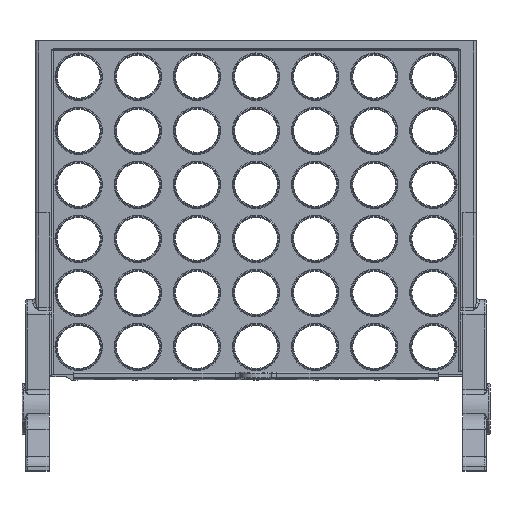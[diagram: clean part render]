
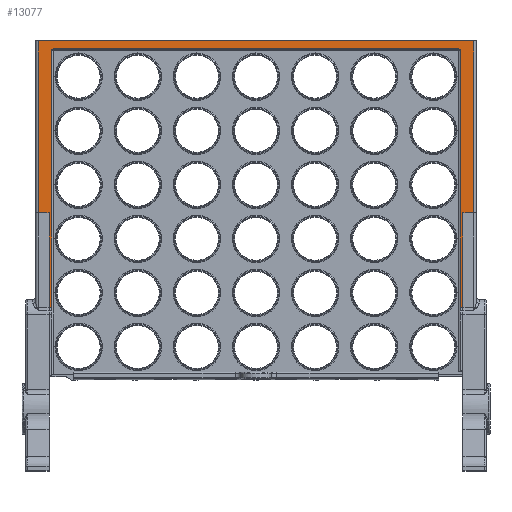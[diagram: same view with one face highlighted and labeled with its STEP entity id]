
A CAD part, top view. The second image highlights one B-rep face of the part: STEP entity #13077.
In plain terms, the highlighted planar face has unit normal (0, 0, 1).
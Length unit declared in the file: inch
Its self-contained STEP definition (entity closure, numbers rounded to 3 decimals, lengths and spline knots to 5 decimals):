
#275 = VERTEX_POINT ( 'NONE', #38500 ) ;
#434 = CARTESIAN_POINT ( 'NONE',  ( 4.8125, -3.90625, 0.34375 ) ) ;
#1223 = FACE_OUTER_BOUND ( 'NONE', #34977, .T. ) ;
#1290 = CARTESIAN_POINT ( 'NONE',  ( -5.125, 3.90625, 0.34375 ) ) ;
#2354 = CIRCLE ( 'NONE', #28110, 0.031 ) ;
#2878 = ORIENTED_EDGE ( 'NONE', *, *, #17713, .F. ) ;
#2909 = LINE ( 'NONE', #19659, #29595 ) ;
#3044 = DIRECTION ( 'NONE',  ( 1., 0., 0. ) ) ;
#3156 = EDGE_CURVE ( 'NONE', #35397, #28918, #29839, .T. ) ;
#3221 = CARTESIAN_POINT ( 'NONE',  ( -4.8125, -0.09375, 0.34375 ) ) ;
#3806 = ORIENTED_EDGE ( 'NONE', *, *, #18231, .T. ) ;
#3905 = VERTEX_POINT ( 'NONE', #3221 ) ;
#4232 = CARTESIAN_POINT ( 'NONE',  ( -4.75, 3.68775, 0.34375 ) ) ;
#4378 = DIRECTION ( 'NONE',  ( 0., 1., 0. ) ) ;
#4590 = VERTEX_POINT ( 'NONE', #24170 ) ;
#4756 = AXIS2_PLACEMENT_3D ( 'NONE', #7631, #28545, #34580 ) ;
#5130 = ORIENTED_EDGE ( 'NONE', *, *, #34364, .T. ) ;
#5155 = LINE ( 'NONE', #30851, #8427 ) ;
#5750 = ORIENTED_EDGE ( 'NONE', *, *, #3156, .T. ) ;
#5831 = DIRECTION ( 'NONE',  ( -1., 0., 0. ) ) ;
#6550 = VERTEX_POINT ( 'NONE', #15738 ) ;
#6638 = DIRECTION ( 'NONE',  ( 0., 0., -1. ) ) ;
#6784 = EDGE_CURVE ( 'NONE', #4590, #38557, #17869, .T. ) ;
#7598 = ORIENTED_EDGE ( 'NONE', *, *, #21760, .F. ) ;
#7631 = CARTESIAN_POINT ( 'NONE',  ( 0., 0., 0.34375 ) ) ;
#7680 = VERTEX_POINT ( 'NONE', #19063 ) ;
#7799 = VERTEX_POINT ( 'NONE', #10655 ) ;
#7971 = LINE ( 'NONE', #23823, #32790 ) ;
#7996 = CARTESIAN_POINT ( 'NONE',  ( -4.75, -2.28779, 0.34375 ) ) ;
#8092 = EDGE_CURVE ( 'NONE', #27480, #28686, #11683, .T. ) ;
#8186 = LINE ( 'NONE', #434, #16127 ) ;
#8241 = LINE ( 'NONE', #1290, #36747 ) ;
#8401 = CARTESIAN_POINT ( 'NONE',  ( -4.8125, -2.28779, 0.34375 ) ) ;
#8427 = VECTOR ( 'NONE', #12916, 39.37008 ) ;
#10655 = CARTESIAN_POINT ( 'NONE',  ( -4.719, 3.71875, 0.34375 ) ) ;
#11331 = VERTEX_POINT ( 'NONE', #22036 ) ;
#11683 = LINE ( 'NONE', #18638, #12180 ) ;
#11981 = CIRCLE ( 'NONE', #37226, 0.031 ) ;
#12168 = VECTOR ( 'NONE', #22745, 39.37008 ) ;
#12180 = VECTOR ( 'NONE', #18124, 39.37008 ) ;
#12436 = CARTESIAN_POINT ( 'NONE',  ( 4.8125, -2.28779, 0.34375 ) ) ;
#12623 = CARTESIAN_POINT ( 'NONE',  ( -4.719, 3.68775, 0.34375 ) ) ;
#12649 = LINE ( 'NONE', #19882, #25300 ) ;
#12916 = DIRECTION ( 'NONE',  ( 0., 1., 0. ) ) ;
#13077 = ADVANCED_FACE ( 'NONE', ( #1223 ), #22665, .F. ) ;
#14787 = VECTOR ( 'NONE', #30376, 39.37008 ) ;
#15095 = CARTESIAN_POINT ( 'NONE',  ( -5.0625, 3.90625, 0.34375 ) ) ;
#15335 = DIRECTION ( 'NONE',  ( 0., -1., 0. ) ) ;
#15738 = CARTESIAN_POINT ( 'NONE',  ( 4.75, 3.68775, 0.34375 ) ) ;
#16127 = VECTOR ( 'NONE', #15335, 39.37008 ) ;
#17222 = CARTESIAN_POINT ( 'NONE',  ( 0., -2.28779, 0.34375 ) ) ;
#17713 = EDGE_CURVE ( 'NONE', #3905, #11331, #35421, .T. ) ;
#17869 = LINE ( 'NONE', #21895, #19250 ) ;
#18124 = DIRECTION ( 'NONE',  ( 0., -1., 0. ) ) ;
#18231 = EDGE_CURVE ( 'NONE', #38557, #34511, #8241, .T. ) ;
#18638 = CARTESIAN_POINT ( 'NONE',  ( -4.75, 3.71875, 0.34375 ) ) ;
#19063 = CARTESIAN_POINT ( 'NONE',  ( 4.719, 3.71875, 0.34375 ) ) ;
#19250 = VECTOR ( 'NONE', #24892, 39.37008 ) ;
#19659 = CARTESIAN_POINT ( 'NONE',  ( 4.75, 3.71875, 0.34375 ) ) ;
#19710 = ORIENTED_EDGE ( 'NONE', *, *, #22030, .F. ) ;
#19882 = CARTESIAN_POINT ( 'NONE',  ( -4.75, 3.71875, 0.34375 ) ) ;
#19944 = CARTESIAN_POINT ( 'NONE',  ( 5.0625, 3.90625, 0.34375 ) ) ;
#20262 = DIRECTION ( 'NONE',  ( -1., 0., 0. ) ) ;
#20336 = CARTESIAN_POINT ( 'NONE',  ( 4.719, 3.68775, 0.34375 ) ) ;
#21760 = EDGE_CURVE ( 'NONE', #7680, #7799, #12649, .T. ) ;
#21895 = CARTESIAN_POINT ( 'NONE',  ( 5.0625, 0., 0.34375 ) ) ;
#21954 = ORIENTED_EDGE ( 'NONE', *, *, #8092, .F. ) ;
#22030 = EDGE_CURVE ( 'NONE', #27712, #3905, #5155, .T. ) ;
#22036 = CARTESIAN_POINT ( 'NONE',  ( -5.0625, -0.09375, 0.34375 ) ) ;
#22416 = CARTESIAN_POINT ( 'NONE',  ( 5.125, -0.09375, 0.34375 ) ) ;
#22481 = ORIENTED_EDGE ( 'NONE', *, *, #25600, .T. ) ;
#22582 = DIRECTION ( 'NONE',  ( -1., 0., 0. ) ) ;
#22665 = PLANE ( 'NONE',  #4756 ) ;
#22745 = DIRECTION ( 'NONE',  ( 0., -1., 0. ) ) ;
#23207 = EDGE_CURVE ( 'NONE', #275, #28918, #8186, .T. ) ;
#23539 = ORIENTED_EDGE ( 'NONE', *, *, #6784, .T. ) ;
#23823 = CARTESIAN_POINT ( 'NONE',  ( 0., -2.28779, 0.34375 ) ) ;
#24020 = ORIENTED_EDGE ( 'NONE', *, *, #23207, .F. ) ;
#24170 = CARTESIAN_POINT ( 'NONE',  ( 5.0625, -0.09375, 0.34375 ) ) ;
#24364 = EDGE_CURVE ( 'NONE', #35397, #6550, #2909, .T. ) ;
#24723 = CARTESIAN_POINT ( 'NONE',  ( -5.125, -0.09375, 0.34375 ) ) ;
#24892 = DIRECTION ( 'NONE',  ( 0., 1., 0. ) ) ;
#24926 = DIRECTION ( 'NONE',  ( -1., 0., 0. ) ) ;
#25168 = CARTESIAN_POINT ( 'NONE',  ( 4.75, -2.28779, 0.34375 ) ) ;
#25300 = VECTOR ( 'NONE', #20262, 39.37008 ) ;
#25600 = EDGE_CURVE ( 'NONE', #27712, #28686, #7971, .T. ) ;
#25711 = LINE ( 'NONE', #38020, #12168 ) ;
#25962 = EDGE_CURVE ( 'NONE', #34511, #11331, #25711, .T. ) ;
#26124 = DIRECTION ( 'NONE',  ( 1., 0., 0. ) ) ;
#27480 = VERTEX_POINT ( 'NONE', #4232 ) ;
#27496 = EDGE_CURVE ( 'NONE', #4590, #275, #28880, .T. ) ;
#27712 = VERTEX_POINT ( 'NONE', #8401 ) ;
#28110 = AXIS2_PLACEMENT_3D ( 'NONE', #12623, #6638, #24926 ) ;
#28186 = ORIENTED_EDGE ( 'NONE', *, *, #32063, .T. ) ;
#28408 = VECTOR ( 'NONE', #26124, 39.37008 ) ;
#28545 = DIRECTION ( 'NONE',  ( 0., 0., -1. ) ) ;
#28686 = VERTEX_POINT ( 'NONE', #7996 ) ;
#28880 = LINE ( 'NONE', #22416, #36358 ) ;
#28918 = VERTEX_POINT ( 'NONE', #12436 ) ;
#29595 = VECTOR ( 'NONE', #4378, 39.37008 ) ;
#29839 = LINE ( 'NONE', #17222, #28408 ) ;
#30130 = ORIENTED_EDGE ( 'NONE', *, *, #24364, .F. ) ;
#30376 = DIRECTION ( 'NONE',  ( -1., 0., 0. ) ) ;
#30851 = CARTESIAN_POINT ( 'NONE',  ( -4.8125, -3.90625, 0.34375 ) ) ;
#32063 = EDGE_CURVE ( 'NONE', #27480, #7799, #2354, .T. ) ;
#32655 = DIRECTION ( 'NONE',  ( 0., 0., -1. ) ) ;
#32790 = VECTOR ( 'NONE', #3044, 39.37008 ) ;
#34114 = ORIENTED_EDGE ( 'NONE', *, *, #25962, .T. ) ;
#34364 = EDGE_CURVE ( 'NONE', #7680, #6550, #11981, .T. ) ;
#34511 = VERTEX_POINT ( 'NONE', #15095 ) ;
#34580 = DIRECTION ( 'NONE',  ( -1., 0., 0. ) ) ;
#34977 = EDGE_LOOP ( 'NONE', ( #19710, #22481, #21954, #28186, #7598, #5130, #30130, #5750, #24020, #38299, #23539, #3806, #34114, #2878 ) ) ;
#35397 = VERTEX_POINT ( 'NONE', #25168 ) ;
#35421 = LINE ( 'NONE', #24723, #14787 ) ;
#36358 = VECTOR ( 'NONE', #37180, 39.37008 ) ;
#36747 = VECTOR ( 'NONE', #22582, 39.37008 ) ;
#37180 = DIRECTION ( 'NONE',  ( -1., 0., 0. ) ) ;
#37226 = AXIS2_PLACEMENT_3D ( 'NONE', #20336, #32655, #5831 ) ;
#38020 = CARTESIAN_POINT ( 'NONE',  ( -5.0625, 0., 0.34375 ) ) ;
#38299 = ORIENTED_EDGE ( 'NONE', *, *, #27496, .F. ) ;
#38500 = CARTESIAN_POINT ( 'NONE',  ( 4.8125, -0.09375, 0.34375 ) ) ;
#38557 = VERTEX_POINT ( 'NONE', #19944 ) ;
